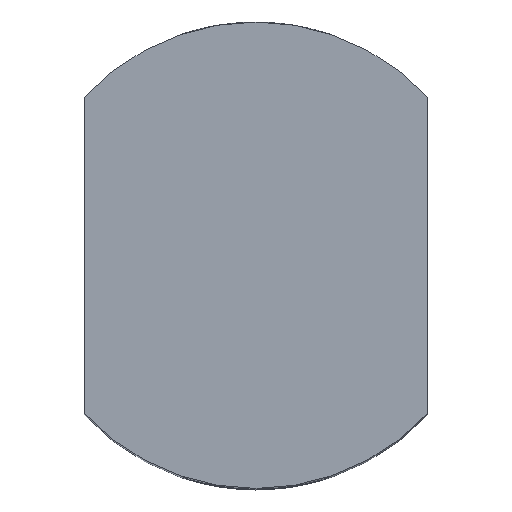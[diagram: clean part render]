
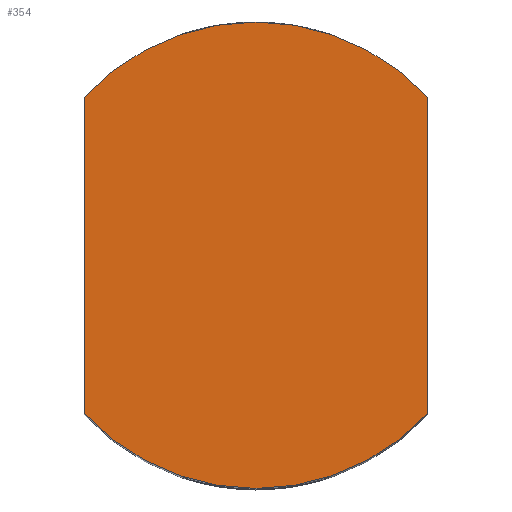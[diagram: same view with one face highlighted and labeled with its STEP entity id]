
A CAD part, top view. The second image highlights one B-rep face of the part: STEP entity #354.
In plain terms, the highlighted planar face has unit normal (0, 0, 1).
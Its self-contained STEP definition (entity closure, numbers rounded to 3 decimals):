
#18 = CARTESIAN_POINT ( 'NONE',  ( -12.7, -11.706, 64. ) ) ;
#45 = DIRECTION ( 'NONE',  ( 1., 0., 0. ) ) ;
#65 = LINE ( 'NONE', #435, #798 ) ;
#145 = CIRCLE ( 'NONE', #531, 17.272 ) ;
#169 = FACE_OUTER_BOUND ( 'NONE', #277, .T. ) ;
#189 = DIRECTION ( 'NONE',  ( 0., 0., 1. ) ) ;
#198 = PLANE ( 'NONE',  #532 ) ;
#201 = CARTESIAN_POINT ( 'NONE',  ( 0., 0., 64. ) ) ;
#277 = EDGE_LOOP ( 'NONE', ( #587, #573, #297, #738 ) ) ;
#297 = ORIENTED_EDGE ( 'NONE', *, *, #486, .F. ) ;
#301 = DIRECTION ( 'NONE',  ( 1., 0., 0. ) ) ;
#309 = VECTOR ( 'NONE', #426, 1000. ) ;
#313 = VERTEX_POINT ( 'NONE', #18 ) ;
#316 = VERTEX_POINT ( 'NONE', #452 ) ;
#322 = DIRECTION ( 'NONE',  ( 0., 0., 1. ) ) ;
#324 = CARTESIAN_POINT ( 'NONE',  ( 0., 0., 64. ) ) ;
#354 = ADVANCED_FACE ( 'NONE', ( #169 ), #198, .T. ) ;
#363 = CARTESIAN_POINT ( 'NONE',  ( 12.7, -11.706, 64. ) ) ;
#398 = CARTESIAN_POINT ( 'NONE',  ( 12.7, 11.706, 64. ) ) ;
#426 = DIRECTION ( 'NONE',  ( 0., -1., 0. ) ) ;
#428 = DIRECTION ( 'NONE',  ( 0., 1., 0. ) ) ;
#435 = CARTESIAN_POINT ( 'NONE',  ( -12.7, 20.98, 64. ) ) ;
#436 = EDGE_CURVE ( 'NONE', #313, #835, #145, .T. ) ;
#439 = DIRECTION ( 'NONE',  ( 1., 0., 0. ) ) ;
#452 = CARTESIAN_POINT ( 'NONE',  ( -12.7, 11.706, 64. ) ) ;
#454 = DIRECTION ( 'NONE',  ( 0., 0., 1. ) ) ;
#455 = CARTESIAN_POINT ( 'NONE',  ( 0., 0., 64. ) ) ;
#457 = CARTESIAN_POINT ( 'NONE',  ( 12.7, 20.98, 64. ) ) ;
#473 = EDGE_CURVE ( 'NONE', #566, #316, #613, .T. ) ;
#483 = EDGE_CURVE ( 'NONE', #313, #316, #65, .T. ) ;
#486 = EDGE_CURVE ( 'NONE', #566, #835, #538, .T. ) ;
#531 = AXIS2_PLACEMENT_3D ( 'NONE', #324, #322, #301 ) ;
#532 = AXIS2_PLACEMENT_3D ( 'NONE', #201, #189, #45 ) ;
#538 = LINE ( 'NONE', #457, #309 ) ;
#540 = AXIS2_PLACEMENT_3D ( 'NONE', #455, #454, #439 ) ;
#566 = VERTEX_POINT ( 'NONE', #398 ) ;
#573 = ORIENTED_EDGE ( 'NONE', *, *, #436, .T. ) ;
#587 = ORIENTED_EDGE ( 'NONE', *, *, #483, .F. ) ;
#613 = CIRCLE ( 'NONE', #540, 17.272 ) ;
#738 = ORIENTED_EDGE ( 'NONE', *, *, #473, .T. ) ;
#798 = VECTOR ( 'NONE', #428, 1000. ) ;
#835 = VERTEX_POINT ( 'NONE', #363 ) ;
